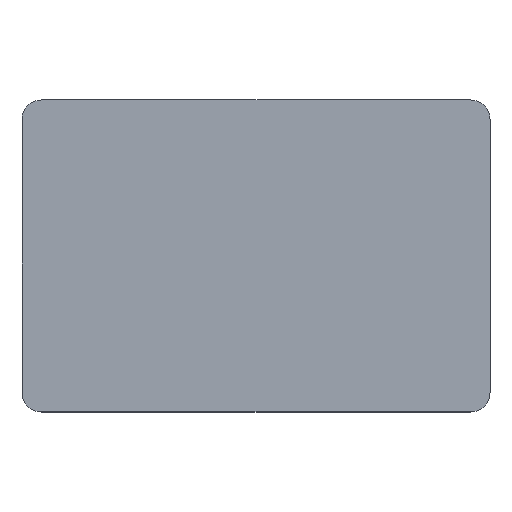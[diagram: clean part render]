
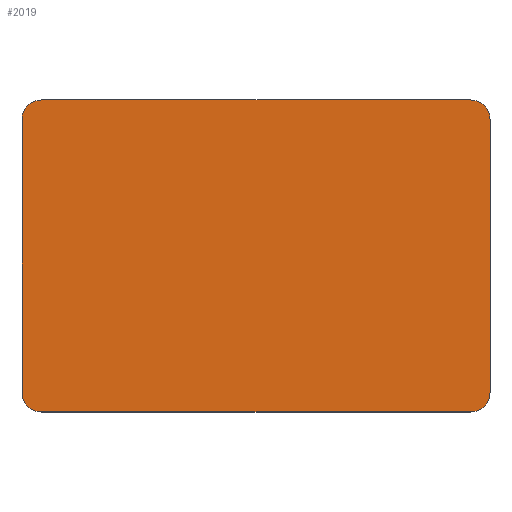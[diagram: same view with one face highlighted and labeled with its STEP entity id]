
A CAD part, top view. The second image highlights one B-rep face of the part: STEP entity #2019.
In plain terms, the highlighted planar face has unit normal (0, 0, 1).
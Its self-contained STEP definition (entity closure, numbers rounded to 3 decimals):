
#45 = DIRECTION ( 'NONE',  ( -1., 0., 0. ) ) ;
#267 = CARTESIAN_POINT ( 'NONE',  ( 30., 20., 0. ) ) ;
#604 = LINE ( 'NONE', #9252, #11426 ) ;
#694 = DIRECTION ( 'NONE',  ( 0., -1., 0. ) ) ;
#1458 = EDGE_CURVE ( 'NONE', #18916, #18772, #6942, .T. ) ;
#1495 = EDGE_CURVE ( 'NONE', #5797, #14487, #2603, .T. ) ;
#2009 = VERTEX_POINT ( 'NONE', #15901 ) ;
#2019 = ADVANCED_FACE ( 'NONE', ( #9328 ), #15077, .T. ) ;
#2042 = CARTESIAN_POINT ( 'NONE',  ( 27.5, 17.5, 0. ) ) ;
#2080 = AXIS2_PLACEMENT_3D ( 'NONE', #7253, #5888, #16709 ) ;
#2254 = EDGE_CURVE ( 'NONE', #2009, #14545, #11230, .T. ) ;
#2603 = CIRCLE ( 'NONE', #16230, 2.5 ) ;
#2638 = VERTEX_POINT ( 'NONE', #7796 ) ;
#2755 = EDGE_LOOP ( 'NONE', ( #18617, #3820, #18010, #14069, #15819, #6575, #12774, #5467 ) ) ;
#3149 = AXIS2_PLACEMENT_3D ( 'NONE', #2042, #12794, #17557 ) ;
#3539 = VECTOR ( 'NONE', #9736, 1000. ) ;
#3820 = ORIENTED_EDGE ( 'NONE', *, *, #2254, .T. ) ;
#4278 = EDGE_CURVE ( 'NONE', #18772, #5391, #8817, .T. ) ;
#4457 = CARTESIAN_POINT ( 'NONE',  ( -30., -17.5, 0. ) ) ;
#4531 = CIRCLE ( 'NONE', #3149, 2.5 ) ;
#4908 = LINE ( 'NONE', #19080, #11627 ) ;
#5222 = VECTOR ( 'NONE', #10127, 1000. ) ;
#5391 = VERTEX_POINT ( 'NONE', #7466 ) ;
#5467 = ORIENTED_EDGE ( 'NONE', *, *, #19933, .T. ) ;
#5797 = VERTEX_POINT ( 'NONE', #4457 ) ;
#5826 = EDGE_CURVE ( 'NONE', #2638, #2009, #604, .T. ) ;
#5888 = DIRECTION ( 'NONE',  ( 0., 0., 1. ) ) ;
#5923 = AXIS2_PLACEMENT_3D ( 'NONE', #9221, #18370, #12231 ) ;
#5933 = DIRECTION ( 'NONE',  ( 0., 0., 1. ) ) ;
#6575 = ORIENTED_EDGE ( 'NONE', *, *, #1458, .T. ) ;
#6942 = CIRCLE ( 'NONE', #5923, 2.5 ) ;
#7253 = CARTESIAN_POINT ( 'NONE',  ( 0., 0., 0. ) ) ;
#7466 = CARTESIAN_POINT ( 'NONE',  ( 30., 17.5, 0. ) ) ;
#7541 = EDGE_CURVE ( 'NONE', #14545, #5797, #4908, .T. ) ;
#7796 = CARTESIAN_POINT ( 'NONE',  ( 27.5, 20., 0. ) ) ;
#8817 = LINE ( 'NONE', #267, #3539 ) ;
#9221 = CARTESIAN_POINT ( 'NONE',  ( 27.5, -17.5, 0. ) ) ;
#9252 = CARTESIAN_POINT ( 'NONE',  ( -30., 20., 0. ) ) ;
#9314 = LINE ( 'NONE', #10066, #5222 ) ;
#9328 = FACE_OUTER_BOUND ( 'NONE', #2755, .T. ) ;
#9379 = EDGE_CURVE ( 'NONE', #14487, #18916, #9314, .T. ) ;
#9561 = DIRECTION ( 'NONE',  ( 1., 0., 0. ) ) ;
#9736 = DIRECTION ( 'NONE',  ( 0., 1., 0. ) ) ;
#10066 = CARTESIAN_POINT ( 'NONE',  ( -30., -20., 0. ) ) ;
#10127 = DIRECTION ( 'NONE',  ( 1., 0., 0. ) ) ;
#10297 = CARTESIAN_POINT ( 'NONE',  ( -30., 17.5, 0. ) ) ;
#10816 = CARTESIAN_POINT ( 'NONE',  ( -27.5, 17.5, 0. ) ) ;
#10999 = CARTESIAN_POINT ( 'NONE',  ( 30., -17.5, 0. ) ) ;
#11230 = CIRCLE ( 'NONE', #17531, 2.5 ) ;
#11426 = VECTOR ( 'NONE', #45, 1000. ) ;
#11627 = VECTOR ( 'NONE', #694, 1000. ) ;
#12231 = DIRECTION ( 'NONE',  ( 1., 0., 0. ) ) ;
#12774 = ORIENTED_EDGE ( 'NONE', *, *, #4278, .T. ) ;
#12794 = DIRECTION ( 'NONE',  ( 0., 0., 1. ) ) ;
#13088 = CARTESIAN_POINT ( 'NONE',  ( -27.5, -20., 0. ) ) ;
#13723 = DIRECTION ( 'NONE',  ( 1., 0., 0. ) ) ;
#14069 = ORIENTED_EDGE ( 'NONE', *, *, #1495, .T. ) ;
#14487 = VERTEX_POINT ( 'NONE', #13088 ) ;
#14545 = VERTEX_POINT ( 'NONE', #10297 ) ;
#15077 = PLANE ( 'NONE',  #2080 ) ;
#15466 = CARTESIAN_POINT ( 'NONE',  ( -27.5, -17.5, 0. ) ) ;
#15819 = ORIENTED_EDGE ( 'NONE', *, *, #9379, .T. ) ;
#15901 = CARTESIAN_POINT ( 'NONE',  ( -27.5, 20., 0. ) ) ;
#16230 = AXIS2_PLACEMENT_3D ( 'NONE', #15466, #18647, #13723 ) ;
#16709 = DIRECTION ( 'NONE',  ( 1., 0., 0. ) ) ;
#17531 = AXIS2_PLACEMENT_3D ( 'NONE', #10816, #5933, #9561 ) ;
#17557 = DIRECTION ( 'NONE',  ( 1., 0., 0. ) ) ;
#18010 = ORIENTED_EDGE ( 'NONE', *, *, #7541, .T. ) ;
#18370 = DIRECTION ( 'NONE',  ( 0., 0., 1. ) ) ;
#18617 = ORIENTED_EDGE ( 'NONE', *, *, #5826, .T. ) ;
#18647 = DIRECTION ( 'NONE',  ( 0., 0., 1. ) ) ;
#18772 = VERTEX_POINT ( 'NONE', #10999 ) ;
#18916 = VERTEX_POINT ( 'NONE', #19345 ) ;
#19080 = CARTESIAN_POINT ( 'NONE',  ( -30., 20., 0. ) ) ;
#19345 = CARTESIAN_POINT ( 'NONE',  ( 27.5, -20., 0. ) ) ;
#19933 = EDGE_CURVE ( 'NONE', #5391, #2638, #4531, .T. ) ;
